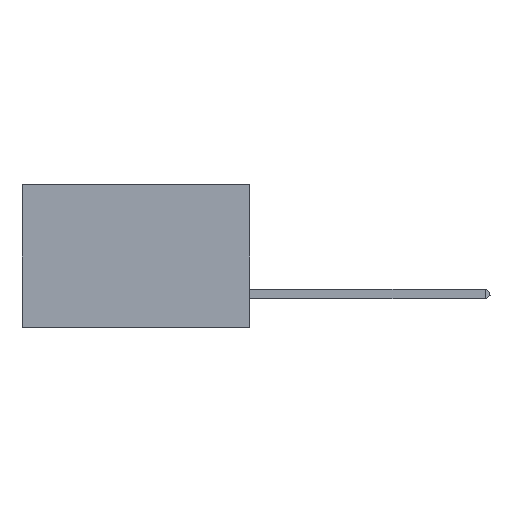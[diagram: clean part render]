
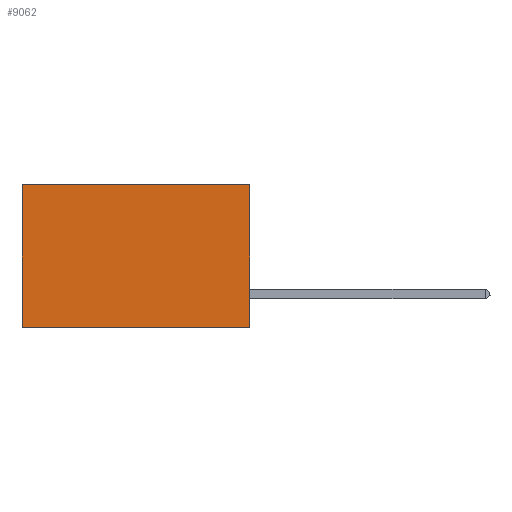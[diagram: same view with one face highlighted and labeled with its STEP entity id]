
A CAD part, left-side view. The second image highlights one B-rep face of the part: STEP entity #9062.
In plain terms, the highlighted planar face has unit normal (-1, 0, 0).
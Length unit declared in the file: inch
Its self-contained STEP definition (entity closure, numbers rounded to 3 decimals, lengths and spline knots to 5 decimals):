
#183 = EDGE_LOOP ( 'NONE', ( #6815, #8251, #4234, #3219 ) ) ;
#805 = DIRECTION ( 'NONE',  ( 0., 1., 0. ) ) ;
#945 = CARTESIAN_POINT ( 'NONE',  ( 0.2875, 0., 0. ) ) ;
#1163 = EDGE_CURVE ( 'NONE', #7377, #3507, #1994, .T. ) ;
#1872 = VECTOR ( 'NONE', #14031, 39.37008 ) ;
#1994 = LINE ( 'NONE', #11314, #4170 ) ;
#3219 = ORIENTED_EDGE ( 'NONE', *, *, #13476, .T. ) ;
#3507 = VERTEX_POINT ( 'NONE', #14334 ) ;
#4110 = DIRECTION ( 'NONE',  ( 1., 0., 0. ) ) ;
#4170 = VECTOR ( 'NONE', #6733, 39.37008 ) ;
#4234 = ORIENTED_EDGE ( 'NONE', *, *, #1163, .F. ) ;
#4630 = VECTOR ( 'NONE', #8900, 39.37008 ) ;
#4801 = EDGE_CURVE ( 'NONE', #5368, #9433, #8409, .T. ) ;
#4803 = CARTESIAN_POINT ( 'NONE',  ( 0.2875, 0.6, -0.375 ) ) ;
#5008 = LINE ( 'NONE', #945, #10943 ) ;
#5368 = VERTEX_POINT ( 'NONE', #9741 ) ;
#6297 = AXIS2_PLACEMENT_3D ( 'NONE', #6546, #4110, #8736 ) ;
#6351 = PLANE ( 'NONE',  #6297 ) ;
#6546 = CARTESIAN_POINT ( 'NONE',  ( 0.2875, 0., -0.375 ) ) ;
#6733 = DIRECTION ( 'NONE',  ( 0., 0., -1. ) ) ;
#6815 = ORIENTED_EDGE ( 'NONE', *, *, #4801, .T. ) ;
#6914 = FACE_OUTER_BOUND ( 'NONE', #183, .T. ) ;
#7377 = VERTEX_POINT ( 'NONE', #14538 ) ;
#7622 = LINE ( 'NONE', #13021, #1872 ) ;
#8251 = ORIENTED_EDGE ( 'NONE', *, *, #9491, .F. ) ;
#8409 = LINE ( 'NONE', #14445, #4630 ) ;
#8736 = DIRECTION ( 'NONE',  ( 0., 0., -1. ) ) ;
#8900 = DIRECTION ( 'NONE',  ( 0., 0., -1. ) ) ;
#9062 = ADVANCED_FACE ( 'NONE', ( #6914 ), #6351, .F. ) ;
#9433 = VERTEX_POINT ( 'NONE', #4803 ) ;
#9491 = EDGE_CURVE ( 'NONE', #3507, #9433, #7622, .T. ) ;
#9741 = CARTESIAN_POINT ( 'NONE',  ( 0.2875, 0.6, 0. ) ) ;
#10943 = VECTOR ( 'NONE', #805, 39.37008 ) ;
#11314 = CARTESIAN_POINT ( 'NONE',  ( 0.2875, 0., -0.375 ) ) ;
#13021 = CARTESIAN_POINT ( 'NONE',  ( 0.2875, 0., -0.375 ) ) ;
#13476 = EDGE_CURVE ( 'NONE', #7377, #5368, #5008, .T. ) ;
#14031 = DIRECTION ( 'NONE',  ( 0., 1., 0. ) ) ;
#14334 = CARTESIAN_POINT ( 'NONE',  ( 0.2875, 0., -0.375 ) ) ;
#14445 = CARTESIAN_POINT ( 'NONE',  ( 0.2875, 0.6, -0.375 ) ) ;
#14538 = CARTESIAN_POINT ( 'NONE',  ( 0.2875, 0., 0. ) ) ;
